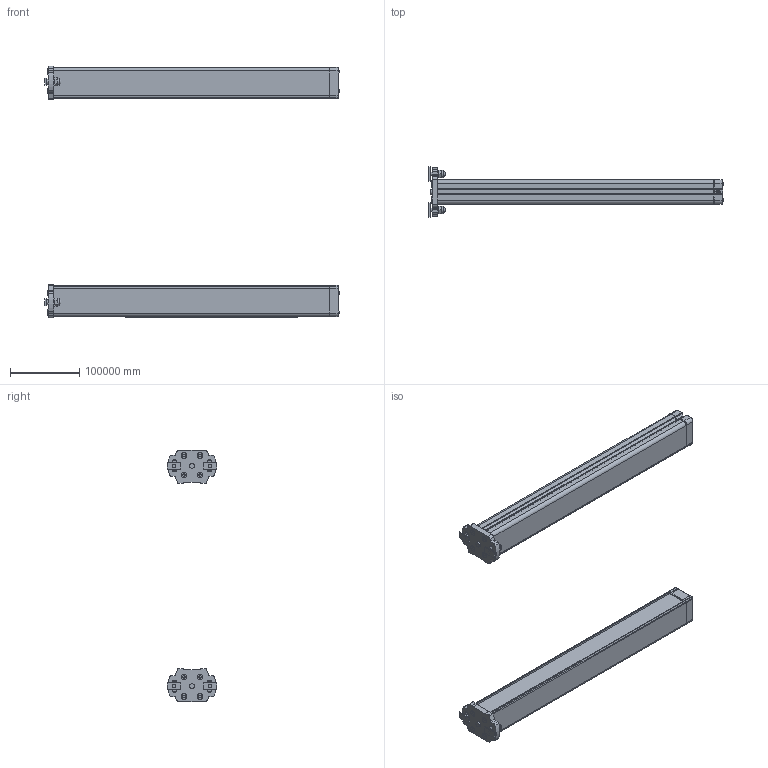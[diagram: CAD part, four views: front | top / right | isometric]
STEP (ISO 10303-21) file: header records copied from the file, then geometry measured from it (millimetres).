
FILE_DESCRIPTION(/* description */ (''),/* implementation_level */ '2;1');
FILE_NAME(/* name */ 'MAL2P_TRX_V.stp',/* time_stamp */ '2019-01-15T13:56:04+01:00',/* author */ ('frigo'),/* organization */ ('REER'),/* preprocessor_version */ 'ST-DEVELOPER v17',/* originating_system */ 'AutoCAD Mechanical',/* authorisation */ '');
FILE_SCHEMA (('AUTOMOTIVE_DESIGN { 1 0 10303 214 3 1 1 }'));
Products named in the file (3): Product; AVE_RENDER; AVE_GLOBAL
Assembly tree (9 placements, depth 2):
  Product
    AVE_RENDER  x8
    AVE_GLOBAL
Bounding box: 425813.63 x 72000 x 364153.18 mm (x, y, z)
Volume: 1223932426110792.8 mm3; surface area: 265869115471.1 mm2
Topology: 39 solids, 39 shells, 1578 faces, 4032 edges, 2500 vertices
Faces by surface type: plane 669, cylinder 645, torus 100, sphere 92, bspline 60, cone 12
Full cylindrical faces by diameter (mm): 3000 x20, 3600 x8, 3800 x8, 5000 x4, 5300 x4, 5500 x4, 6000 x14, 6500 x8, 7000 x2, 10000 x4, 15000 x4
Entity records: 50539 total; most frequent: CARTESIAN_POINT 11588, DIRECTION 8560, ORIENTED_EDGE 7900, EDGE_CURVE 3950, AXIS2_PLACEMENT_3D 3182, VERTEX_POINT 2500, LINE 2196, VECTOR 2196
